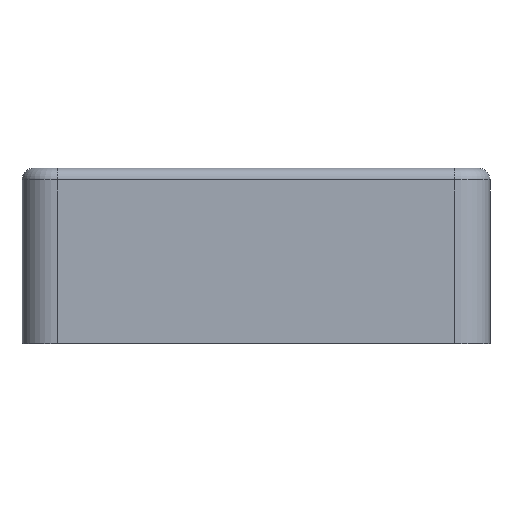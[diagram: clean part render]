
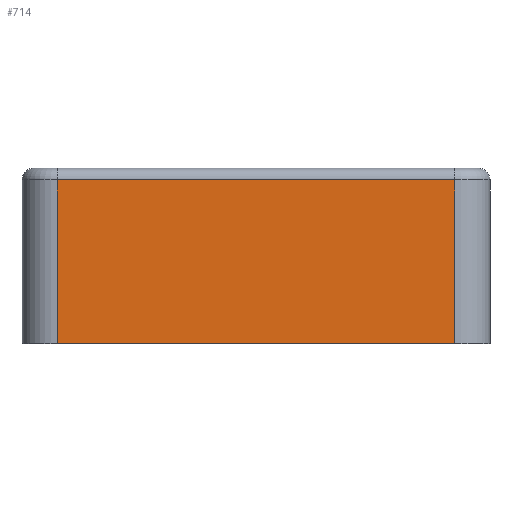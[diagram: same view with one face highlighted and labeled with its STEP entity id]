
A CAD part, left-side view. The second image highlights one B-rep face of the part: STEP entity #714.
In plain terms, the highlighted planar face has unit normal (-1, 0, 0).
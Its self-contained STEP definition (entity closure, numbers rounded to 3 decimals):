
#714=ADVANCED_FACE('',(#1372),#1374,.T.);
#1372=FACE_BOUND('',#1373,.T.);
#1373=EDGE_LOOP('',(#1970,#1971,#1972,#1973));
#1374=PLANE('',#1375);
#1375=AXIS2_PLACEMENT_3D('',#1376,#1377,#1378);
#1376=CARTESIAN_POINT('',(-20.,20.,0.));
#1377=DIRECTION('',(-1.,0.,0.));
#1378=DIRECTION('',(0.,-1.,0.));
#1970=ORIENTED_EDGE('',*,*,#2202,.F.);
#1971=ORIENTED_EDGE('',*,*,#2235,.F.);
#1972=ORIENTED_EDGE('',*,*,#2236,.T.);
#1973=ORIENTED_EDGE('',*,*,#2237,.T.);
#2202=EDGE_CURVE('',#2541,#2544,#2545,.T.);
#2235=EDGE_CURVE('',#2601,#2541,#2603,.T.);
#2236=EDGE_CURVE('',#2601,#2604,#2605,.T.);
#2237=EDGE_CURVE('',#2604,#2544,#2606,.T.);
#2541=VERTEX_POINT('',#3278);
#2544=VERTEX_POINT('',#3287);
#2545=LINE('',#3288,#3289);
#2601=VERTEX_POINT('',#3422);
#2603=LINE('',#3427,#3428);
#2604=VERTEX_POINT('',#3430);
#2605=LINE('',#3431,#3432);
#2606=LINE('',#3434,#3435);
#3278=CARTESIAN_POINT('',(-20.,17.,14.));
#3287=CARTESIAN_POINT('',(-20.,-17.,14.));
#3288=CARTESIAN_POINT('',(-20.,17.,14.));
#3289=VECTOR('',#3290,1.);
#3290=DIRECTION('',(0.,-1.,0.));
#3422=CARTESIAN_POINT('',(-20.,17.,0.));
#3427=CARTESIAN_POINT('',(-20.,17.,0.));
#3428=VECTOR('',#3429,1.);
#3429=DIRECTION('',(0.,0.,1.));
#3430=CARTESIAN_POINT('',(-20.,-17.,0.));
#3431=CARTESIAN_POINT('',(-20.,17.,0.));
#3432=VECTOR('',#3433,1.);
#3433=DIRECTION('',(0.,-1.,0.));
#3434=CARTESIAN_POINT('',(-20.,-17.,0.));
#3435=VECTOR('',#3436,1.);
#3436=DIRECTION('',(0.,0.,1.));
